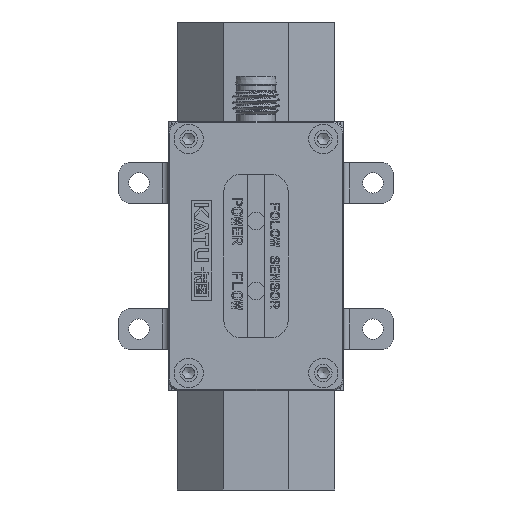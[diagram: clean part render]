
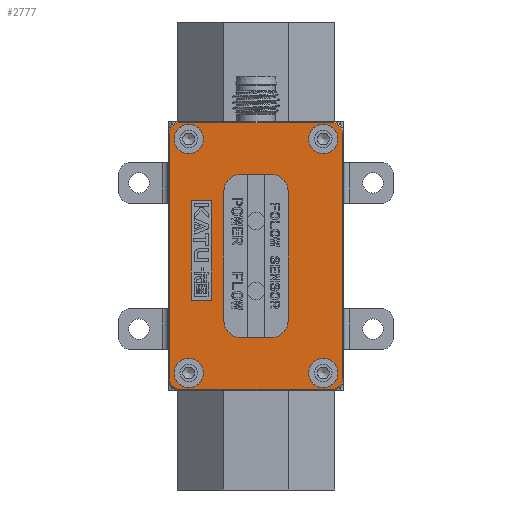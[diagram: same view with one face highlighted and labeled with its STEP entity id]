
A CAD part, front view. The second image highlights one B-rep face of the part: STEP entity #2777.
In plain terms, the highlighted planar face has unit normal (0, -1, 0).
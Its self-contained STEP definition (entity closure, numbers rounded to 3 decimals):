
#2777=ADVANCED_FACE('',(#7831,#7832,#7833,#7834,#7835,#7836,#7837),#3768,
 .F.);
#3768=PLANE('',#21188);
#4866=LINE('',#38624,#6524);
#4867=LINE('',#38629,#6525);
#4868=LINE('',#38633,#6526);
#4869=LINE('',#38637,#6527);
#4870=LINE('',#38640,#6528);
#4871=LINE('',#38645,#6529);
#4872=LINE('',#38649,#6530);
#4873=LINE('',#38653,#6531);
#4874=LINE('',#38664,#6532);
#4875=LINE('',#38667,#6533);
#4876=LINE('',#38669,#6534);
#4877=LINE('',#38671,#6535);
#6524=VECTOR('',#23936,1.);
#6525=VECTOR('',#23939,1.);
#6526=VECTOR('',#23942,1.);
#6527=VECTOR('',#23945,1.);
#6528=VECTOR('',#23948,1.);
#6529=VECTOR('',#23951,1.);
#6530=VECTOR('',#23954,1.);
#6531=VECTOR('',#23957,1.);
#6532=VECTOR('',#23968,1.);
#6533=VECTOR('',#23969,1.);
#6534=VECTOR('',#23970,1.);
#6535=VECTOR('',#23971,1.);
#7831=FACE_BOUND('',#8656,.T.);
#7832=FACE_BOUND('',#8657,.T.);
#7833=FACE_BOUND('',#8658,.T.);
#7834=FACE_BOUND('',#8659,.T.);
#7835=FACE_BOUND('',#8660,.T.);
#7836=FACE_BOUND('',#8661,.T.);
#7837=FACE_BOUND('',#8662,.T.);
#8656=EDGE_LOOP('',(#11881,#11882,#11883,#11884,#11885,#11886,#11887,#11888));
#8657=EDGE_LOOP('',(#11889,#11890,#11891,#11892,#11893,#11894,#11895,#11896));
#8658=EDGE_LOOP('',(#11897));
#8659=EDGE_LOOP('',(#11898));
#8660=EDGE_LOOP('',(#11899));
#8661=EDGE_LOOP('',(#11900));
#8662=EDGE_LOOP('',(#11901,#11902,#11903,#11904));
#11881=ORIENTED_EDGE('',*,*,#18526,.F.);
#11882=ORIENTED_EDGE('',*,*,#18527,.F.);
#11883=ORIENTED_EDGE('',*,*,#18528,.F.);
#11884=ORIENTED_EDGE('',*,*,#18529,.F.);
#11885=ORIENTED_EDGE('',*,*,#18530,.F.);
#11886=ORIENTED_EDGE('',*,*,#18531,.F.);
#11887=ORIENTED_EDGE('',*,*,#18532,.F.);
#11888=ORIENTED_EDGE('',*,*,#18533,.F.);
#11889=ORIENTED_EDGE('',*,*,#18534,.T.);
#11890=ORIENTED_EDGE('',*,*,#18535,.T.);
#11891=ORIENTED_EDGE('',*,*,#18536,.T.);
#11892=ORIENTED_EDGE('',*,*,#18537,.T.);
#11893=ORIENTED_EDGE('',*,*,#18538,.T.);
#11894=ORIENTED_EDGE('',*,*,#18539,.T.);
#11895=ORIENTED_EDGE('',*,*,#18540,.T.);
#11896=ORIENTED_EDGE('',*,*,#18541,.T.);
#11897=ORIENTED_EDGE('',*,*,#18542,.T.);
#11898=ORIENTED_EDGE('',*,*,#18543,.T.);
#11899=ORIENTED_EDGE('',*,*,#18544,.T.);
#11900=ORIENTED_EDGE('',*,*,#18545,.T.);
#11901=ORIENTED_EDGE('',*,*,#18546,.F.);
#11902=ORIENTED_EDGE('',*,*,#18547,.F.);
#11903=ORIENTED_EDGE('',*,*,#18548,.F.);
#11904=ORIENTED_EDGE('',*,*,#18549,.F.);
#16211=VERTEX_POINT('',#38625);
#16212=VERTEX_POINT('',#38626);
#16213=VERTEX_POINT('',#38628);
#16214=VERTEX_POINT('',#38630);
#16215=VERTEX_POINT('',#38632);
#16216=VERTEX_POINT('',#38634);
#16217=VERTEX_POINT('',#38636);
#16218=VERTEX_POINT('',#38638);
#16219=VERTEX_POINT('',#38641);
#16220=VERTEX_POINT('',#38642);
#16221=VERTEX_POINT('',#38644);
#16222=VERTEX_POINT('',#38646);
#16223=VERTEX_POINT('',#38648);
#16224=VERTEX_POINT('',#38650);
#16225=VERTEX_POINT('',#38652);
#16226=VERTEX_POINT('',#38654);
#16227=VERTEX_POINT('',#38657);
#16228=VERTEX_POINT('',#38659);
#16229=VERTEX_POINT('',#38661);
#16230=VERTEX_POINT('',#38663);
#16231=VERTEX_POINT('',#38665);
#16232=VERTEX_POINT('',#38666);
#16233=VERTEX_POINT('',#38668);
#16234=VERTEX_POINT('',#38670);
#18526=EDGE_CURVE('',#16211,#16212,#4866,.T.);
#18527=EDGE_CURVE('',#16213,#16211,#20297,.T.);
#18528=EDGE_CURVE('',#16214,#16213,#4867,.T.);
#18529=EDGE_CURVE('',#16215,#16214,#20298,.T.);
#18530=EDGE_CURVE('',#16216,#16215,#4868,.T.);
#18531=EDGE_CURVE('',#16217,#16216,#20299,.T.);
#18532=EDGE_CURVE('',#16218,#16217,#4869,.T.);
#18533=EDGE_CURVE('',#16212,#16218,#20300,.T.);
#18534=EDGE_CURVE('',#16219,#16220,#4870,.T.);
#18535=EDGE_CURVE('',#16220,#16221,#20301,.T.);
#18536=EDGE_CURVE('',#16221,#16222,#4871,.T.);
#18537=EDGE_CURVE('',#16222,#16223,#20302,.T.);
#18538=EDGE_CURVE('',#16223,#16224,#4872,.T.);
#18539=EDGE_CURVE('',#16224,#16225,#20303,.T.);
#18540=EDGE_CURVE('',#16225,#16226,#4873,.T.);
#18541=EDGE_CURVE('',#16226,#16219,#20304,.T.);
#18542=EDGE_CURVE('',#16227,#16227,#20305,.T.);
#18543=EDGE_CURVE('',#16228,#16228,#20306,.T.);
#18544=EDGE_CURVE('',#16229,#16229,#20307,.T.);
#18545=EDGE_CURVE('',#16230,#16230,#20308,.T.);
#18546=EDGE_CURVE('',#16231,#16232,#4874,.T.);
#18547=EDGE_CURVE('',#16233,#16231,#4875,.T.);
#18548=EDGE_CURVE('',#16234,#16233,#4876,.T.);
#18549=EDGE_CURVE('',#16232,#16234,#4877,.T.);
#20297=CIRCLE('',#21176,3.);
#20298=CIRCLE('',#21177,3.);
#20299=CIRCLE('',#21178,3.);
#20300=CIRCLE('',#21179,3.);
#20301=CIRCLE('',#21180,1.8);
#20302=CIRCLE('',#21181,1.8);
#20303=CIRCLE('',#21182,1.8);
#20304=CIRCLE('',#21183,1.8);
#20305=CIRCLE('',#21184,2.5);
#20306=CIRCLE('',#21185,2.5);
#20307=CIRCLE('',#21186,2.5);
#20308=CIRCLE('',#21187,2.5);
#21176=AXIS2_PLACEMENT_3D('',#38627,#23937,#23938);
#21177=AXIS2_PLACEMENT_3D('',#38631,#23940,#23941);
#21178=AXIS2_PLACEMENT_3D('',#38635,#23943,#23944);
#21179=AXIS2_PLACEMENT_3D('',#38639,#23946,#23947);
#21180=AXIS2_PLACEMENT_3D('',#38643,#23949,#23950);
#21181=AXIS2_PLACEMENT_3D('',#38647,#23952,#23953);
#21182=AXIS2_PLACEMENT_3D('',#38651,#23955,#23956);
#21183=AXIS2_PLACEMENT_3D('',#38655,#23958,#23959);
#21184=AXIS2_PLACEMENT_3D('',#38656,#23960,#23961);
#21185=AXIS2_PLACEMENT_3D('',#38658,#23962,#23963);
#21186=AXIS2_PLACEMENT_3D('',#38660,#23964,#23965);
#21187=AXIS2_PLACEMENT_3D('',#38662,#23966,#23967);
#21188=AXIS2_PLACEMENT_3D('',#38672,#23972,#23973);
#23936=DIRECTION('',(0.,0.,-1.));
#23937=DIRECTION('',(0.,-1.,0.));
#23938=DIRECTION('',(0.,0.,1.));
#23939=DIRECTION('',(-1.,0.,0.));
#23940=DIRECTION('',(0.,-1.,0.));
#23941=DIRECTION('',(0.,0.,1.));
#23942=DIRECTION('',(0.,0.,1.));
#23943=DIRECTION('',(0.,-1.,0.));
#23944=DIRECTION('',(0.,0.,1.));
#23945=DIRECTION('',(1.,0.,0.));
#23946=DIRECTION('',(0.,-1.,0.));
#23947=DIRECTION('',(0.,0.,1.));
#23948=DIRECTION('',(0.,0.,-1.));
#23949=DIRECTION('',(0.,-1.,0.));
#23950=DIRECTION('',(0.,0.,1.));
#23951=DIRECTION('',(1.,0.,0.));
#23952=DIRECTION('',(0.,-1.,0.));
#23953=DIRECTION('',(0.,0.,1.));
#23954=DIRECTION('',(0.,0.,1.));
#23955=DIRECTION('',(0.,-1.,0.));
#23956=DIRECTION('',(0.,0.,1.));
#23957=DIRECTION('',(-1.,0.,0.));
#23958=DIRECTION('',(0.,-1.,0.));
#23959=DIRECTION('',(0.,0.,1.));
#23960=DIRECTION('',(0.,1.,0.));
#23961=DIRECTION('',(0.,0.,1.));
#23962=DIRECTION('',(0.,1.,0.));
#23963=DIRECTION('',(0.,0.,1.));
#23964=DIRECTION('',(0.,1.,0.));
#23965=DIRECTION('',(0.,0.,1.));
#23966=DIRECTION('',(0.,1.,0.));
#23967=DIRECTION('',(0.,0.,1.));
#23968=DIRECTION('',(0.,0.,-1.));
#23969=DIRECTION('',(-1.,0.,0.));
#23970=DIRECTION('',(0.,0.,1.));
#23971=DIRECTION('',(1.,0.,0.));
#23972=DIRECTION('',(0.,1.,0.));
#23973=DIRECTION('',(0.,0.,1.));
#38624=CARTESIAN_POINT('',(-10.5,-35.,-5.));
#38625=CARTESIAN_POINT('',(-10.5,-35.,-5.));
#38626=CARTESIAN_POINT('',(-10.5,-35.,-27.));
#38627=CARTESIAN_POINT('',(-7.5,-35.,-5.));
#38628=CARTESIAN_POINT('',(-7.5,-35.,-2.));
#38629=CARTESIAN_POINT('',(-4.,-35.,-2.));
#38630=CARTESIAN_POINT('',(-2.5,-35.,-2.));
#38631=CARTESIAN_POINT('',(-2.5,-35.,-5.));
#38632=CARTESIAN_POINT('',(0.5,-35.,-5.));
#38633=CARTESIAN_POINT('',(0.5,-35.,-27.));
#38634=CARTESIAN_POINT('',(0.5,-35.,-27.));
#38635=CARTESIAN_POINT('',(-2.5,-35.,-27.));
#38636=CARTESIAN_POINT('',(-2.5,-35.,-30.));
#38637=CARTESIAN_POINT('',(-6.,-35.,-30.));
#38638=CARTESIAN_POINT('',(-7.5,-35.,-30.));
#38639=CARTESIAN_POINT('',(-7.5,-35.,-27.));
#38640=CARTESIAN_POINT('',(-19.8,-35.,-37.));
#38641=CARTESIAN_POINT('',(-19.8,-35.,5.));
#38642=CARTESIAN_POINT('',(-19.8,-35.,-37.));
#38643=CARTESIAN_POINT('',(-18.,-35.,-37.));
#38644=CARTESIAN_POINT('',(-18.,-35.,-38.8));
#38645=CARTESIAN_POINT('',(8.,-35.,-38.8));
#38646=CARTESIAN_POINT('',(8.,-35.,-38.8));
#38647=CARTESIAN_POINT('',(8.,-35.,-37.));
#38648=CARTESIAN_POINT('',(9.8,-35.,-37.));
#38649=CARTESIAN_POINT('',(9.8,-35.,5.));
#38650=CARTESIAN_POINT('',(9.8,-35.,5.));
#38651=CARTESIAN_POINT('',(8.,-35.,5.));
#38652=CARTESIAN_POINT('',(8.,-35.,6.8));
#38653=CARTESIAN_POINT('',(-18.,-35.,6.8));
#38654=CARTESIAN_POINT('',(-18.,-35.,6.8));
#38655=CARTESIAN_POINT('',(-18.,-35.,5.));
#38656=CARTESIAN_POINT('',(-16.5,-35.,4.));
#38657=CARTESIAN_POINT('',(-16.5,-35.,6.5));
#38658=CARTESIAN_POINT('',(-16.5,-35.,-36.));
#38659=CARTESIAN_POINT('',(-16.5,-35.,-33.5));
#38660=CARTESIAN_POINT('',(6.5,-35.,-36.));
#38661=CARTESIAN_POINT('',(6.5,-35.,-33.5));
#38662=CARTESIAN_POINT('',(6.5,-35.,4.));
#38663=CARTESIAN_POINT('',(6.5,-35.,6.5));
#38664=CARTESIAN_POINT('',(-16.04,-35.,-6.543));
#38665=CARTESIAN_POINT('',(-16.04,-35.,-6.543));
#38666=CARTESIAN_POINT('',(-16.04,-35.,-23.543));
#38667=CARTESIAN_POINT('',(-12.54,-35.,-6.543));
#38668=CARTESIAN_POINT('',(-12.54,-35.,-6.543));
#38669=CARTESIAN_POINT('',(-12.54,-35.,-23.543));
#38670=CARTESIAN_POINT('',(-12.54,-35.,-23.543));
#38671=CARTESIAN_POINT('',(-16.04,-35.,-23.543));
#38672=CARTESIAN_POINT('',(-18.,-35.,-37.));
